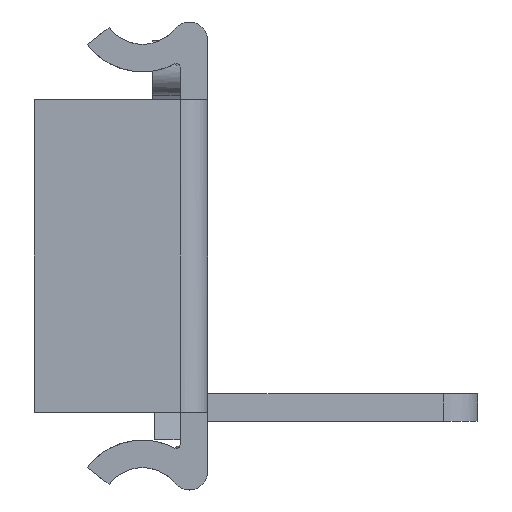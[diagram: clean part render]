
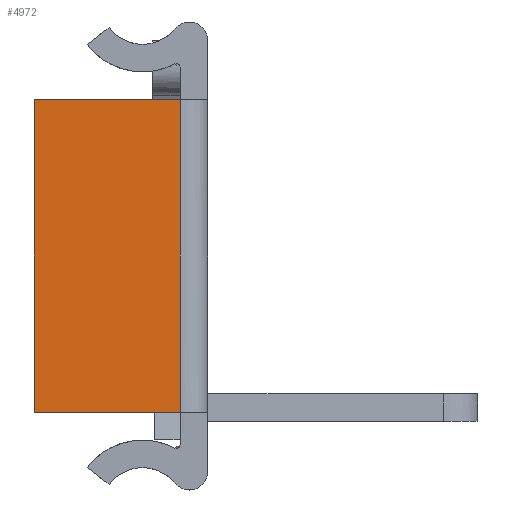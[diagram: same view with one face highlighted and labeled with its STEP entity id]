
A CAD part, front view. The second image highlights one B-rep face of the part: STEP entity #4972.
In plain terms, the highlighted planar face has unit normal (0, -1, 0).
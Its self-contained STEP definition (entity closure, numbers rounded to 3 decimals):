
#3587=CARTESIAN_POINT('Line Origine',(7.225,-635.,-8.5)) ;
#3591=CARTESIAN_POINT('Vertex',(3.25,-635.,-8.5)) ;
#3593=CARTESIAN_POINT('Vertex',(11.2,-635.,-8.5)) ;
#3677=CARTESIAN_POINT('Vertex',(3.25,-635.,8.5)) ;
#3680=CARTESIAN_POINT('Line Origine',(3.25,-635.,0.)) ;
#3697=CARTESIAN_POINT('Line Origine',(7.225,-635.,8.5)) ;
#3701=CARTESIAN_POINT('Vertex',(11.2,-635.,8.5)) ;
#4709=CARTESIAN_POINT('Line Origine',(11.2,-635.,-8.5)) ;
#4961=CARTESIAN_POINT('Axis2P3D Location',(7.225,-635.,-8.5)) ;
#3588=DIRECTION('Vector Direction',(1.,0.,0.)) ;
#3681=DIRECTION('Vector Direction',(0.,0.,1.)) ;
#3698=DIRECTION('Vector Direction',(-1.,0.,0.)) ;
#4710=DIRECTION('Vector Direction',(0.,0.,1.)) ;
#4962=DIRECTION('Axis2P3D Direction',(0.,-1.,0.)) ;
#4963=DIRECTION('Axis2P3D XDirection',(1.,0.,0.)) ;
#4964=AXIS2_PLACEMENT_3D('Plane Axis2P3D',#4961,#4962,#4963) ;
#4967=ORIENTED_EDGE('',*,*,#3703,.T.) ;
#4968=ORIENTED_EDGE('',*,*,#3684,.F.) ;
#4969=ORIENTED_EDGE('',*,*,#3595,.T.) ;
#4970=ORIENTED_EDGE('',*,*,#4713,.T.) ;
#3589=VECTOR('Line Direction',#3588,1.) ;
#3682=VECTOR('Line Direction',#3681,1.) ;
#3699=VECTOR('Line Direction',#3698,1.) ;
#4711=VECTOR('Line Direction',#4710,1.) ;
#4972=ADVANCED_FACE('2021_06_12_15_06_33_0669',(#4971),#4965,.T.) ;
#3595=EDGE_CURVE('',#3592,#3594,#3590,.T.) ;
#3684=EDGE_CURVE('',#3592,#3678,#3683,.T.) ;
#3703=EDGE_CURVE('',#3702,#3678,#3700,.T.) ;
#4713=EDGE_CURVE('',#3594,#3702,#4712,.T.) ;
#4966=EDGE_LOOP('',(#4967,#4968,#4969,#4970)) ;
#4971=FACE_OUTER_BOUND('',#4966,.T.) ;
#3590=LINE('Line',#3587,#3589) ;
#3683=LINE('Line',#3680,#3682) ;
#3700=LINE('Line',#3697,#3699) ;
#4712=LINE('Line',#4709,#4711) ;
#4965=PLANE('',#4964) ;
#3592=VERTEX_POINT('',#3591) ;
#3594=VERTEX_POINT('',#3593) ;
#3678=VERTEX_POINT('',#3677) ;
#3702=VERTEX_POINT('',#3701) ;
